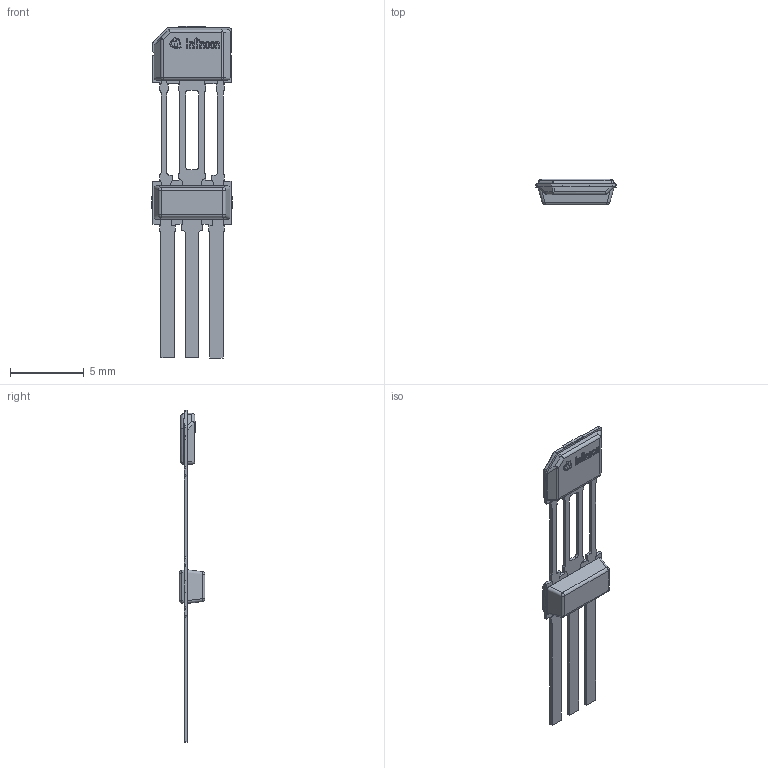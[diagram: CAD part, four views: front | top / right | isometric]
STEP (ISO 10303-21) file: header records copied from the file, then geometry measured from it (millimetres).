
FILE_DESCRIPTION(/* description */ (''),/* implementation_level */ '2;1');
FILE_NAME(/* name */ 'PG-SSO-3-53_Z8B00158631_V03_3D.stp',/* time_stamp */ '2019-04-08T13:06:29+06:00',/* author */ ('janartha'),/* organization */ (''),/* preprocessor_version */ 'ST-DEVELOPER v16.13',/* originating_system */ 'AutoCAD Mechanical',/* authorisation */ '');
FILE_SCHEMA (('AUTOMOTIVE_DESIGN { 1 0 10303 214 3 1 1 }'));
Length unit declared in the file: millimetre
Products named in the file (1): Product
Bounding box: 5.44 x 1.75 x 22.52 mm (x, y, z)
Volume: 42.8 mm3; surface area: 322.5 mm2
Topology: 27 solids, 27 shells, 442 faces, 1124 edges, 733 vertices
Faces by surface type: plane 301, cylinder 108, bspline 22, sphere 11
Full cylindrical faces by diameter (mm): 0.107 x1, 0.219 x1
Entity records: 13478 total; most frequent: CARTESIAN_POINT 2775, ORIENTED_EDGE 2234, DIRECTION 2139, EDGE_CURVE 1117, LINE 861, VECTOR 861, VERTEX_POINT 731, AXIS2_PLACEMENT_3D 639
